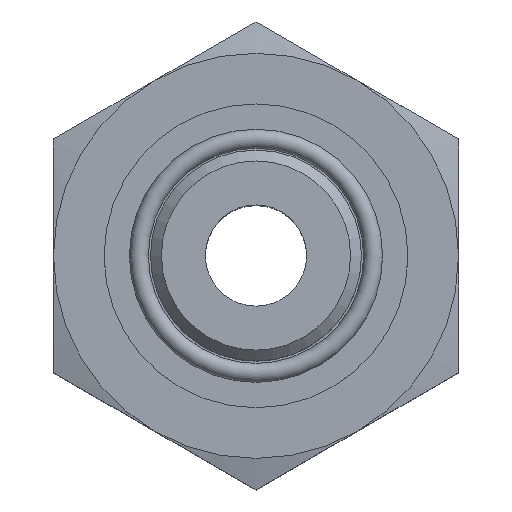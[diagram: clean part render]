
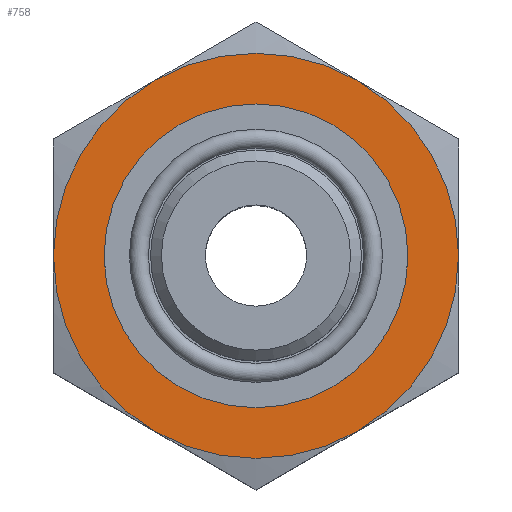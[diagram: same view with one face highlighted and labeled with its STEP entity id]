
A CAD part, top view. The second image highlights one B-rep face of the part: STEP entity #758.
In plain terms, the highlighted planar face has unit normal (0, 0, 1).
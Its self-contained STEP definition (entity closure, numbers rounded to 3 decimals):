
#45=PLANE('',#824);
#59=CIRCLE('',#789,16.);
#60=CIRCLE('',#791,16.);
#61=CIRCLE('',#793,16.);
#62=CIRCLE('',#795,16.);
#63=CIRCLE('',#797,16.);
#76=CIRCLE('',#823,16.);
#77=CIRCLE('',#825,12.);
#148=ORIENTED_EDGE('',*,*,#254,.T.);
#149=ORIENTED_EDGE('',*,*,#252,.F.);
#150=ORIENTED_EDGE('',*,*,#226,.F.);
#151=ORIENTED_EDGE('',*,*,#224,.F.);
#152=ORIENTED_EDGE('',*,*,#235,.F.);
#153=ORIENTED_EDGE('',*,*,#232,.F.);
#154=ORIENTED_EDGE('',*,*,#229,.F.);
#224=EDGE_CURVE('',#281,#280,#59,.T.);
#226=EDGE_CURVE('',#280,#283,#60,.T.);
#229=EDGE_CURVE('',#284,#286,#61,.T.);
#232=EDGE_CURVE('',#286,#288,#62,.T.);
#235=EDGE_CURVE('',#288,#281,#63,.T.);
#252=EDGE_CURVE('',#283,#284,#76,.T.);
#254=EDGE_CURVE('',#303,#303,#77,.T.);
#280=VERTEX_POINT('',#1061);
#281=VERTEX_POINT('',#1066);
#283=VERTEX_POINT('',#1075);
#284=VERTEX_POINT('',#1085);
#286=VERTEX_POINT('',#1088);
#288=VERTEX_POINT('',#1100);
#303=VERTEX_POINT('',#1173);
#369=EDGE_LOOP('',(#148));
#370=EDGE_LOOP('',(#149,#150,#151,#152,#153,#154));
#427=FACE_BOUND('',#369,.T.);
#428=FACE_BOUND('',#370,.T.);
#758=ADVANCED_FACE('',(#427,#428),#45,.T.);
#789=AXIS2_PLACEMENT_3D('',#1067,#871,#872);
#791=AXIS2_PLACEMENT_3D('',#1074,#875,#876);
#793=AXIS2_PLACEMENT_3D('',#1087,#879,#880);
#795=AXIS2_PLACEMENT_3D('',#1099,#883,#884);
#797=AXIS2_PLACEMENT_3D('',#1111,#887,#888);
#823=AXIS2_PLACEMENT_3D('',#1166,#939,#940);
#824=AXIS2_PLACEMENT_3D('',#1171,#941,#942);
#825=AXIS2_PLACEMENT_3D('',#1172,#943,#944);
#871=DIRECTION('',(0.,0.,-1.));
#872=DIRECTION('',(0.,1.,0.));
#875=DIRECTION('',(0.,0.,-1.));
#876=DIRECTION('',(0.,1.,0.));
#879=DIRECTION('',(0.,0.,-1.));
#880=DIRECTION('',(0.,1.,0.));
#883=DIRECTION('',(0.,0.,-1.));
#884=DIRECTION('',(0.,1.,0.));
#887=DIRECTION('',(0.,0.,-1.));
#888=DIRECTION('',(0.,1.,0.));
#939=DIRECTION('',(0.,0.,-1.));
#940=DIRECTION('',(0.,1.,0.));
#941=DIRECTION('',(0.,0.,1.));
#942=DIRECTION('',(0.,-1.,0.));
#943=DIRECTION('',(0.,0.,-1.));
#944=DIRECTION('',(0.,1.,0.));
#1061=CARTESIAN_POINT('',(-16.,0.,-1.835));
#1066=CARTESIAN_POINT('',(-8.,-13.856,-1.835));
#1067=CARTESIAN_POINT('',(0.,0.,-1.835));
#1074=CARTESIAN_POINT('',(0.,0.,-1.835));
#1075=CARTESIAN_POINT('',(-8.,13.856,-1.835));
#1085=CARTESIAN_POINT('',(8.,13.856,-1.835));
#1087=CARTESIAN_POINT('',(0.,0.,-1.835));
#1088=CARTESIAN_POINT('',(16.,0.,-1.835));
#1099=CARTESIAN_POINT('',(0.,0.,-1.835));
#1100=CARTESIAN_POINT('',(8.,-13.856,-1.835));
#1111=CARTESIAN_POINT('',(0.,0.,-1.835));
#1166=CARTESIAN_POINT('',(0.,0.,-1.835));
#1171=CARTESIAN_POINT('',(0.,16.,-1.835));
#1172=CARTESIAN_POINT('',(0.,0.,-1.835));
#1173=CARTESIAN_POINT('',(0.,12.,-1.835));
